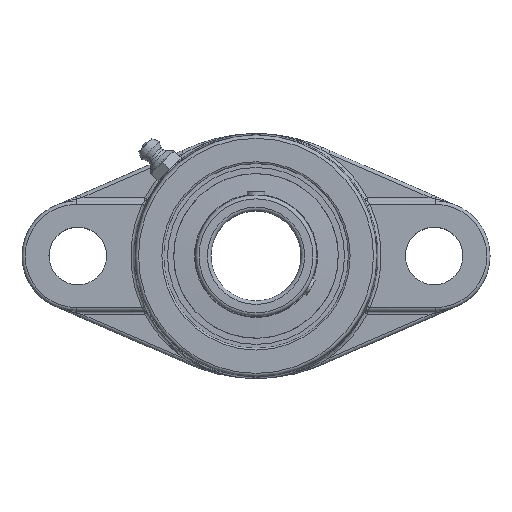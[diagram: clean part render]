
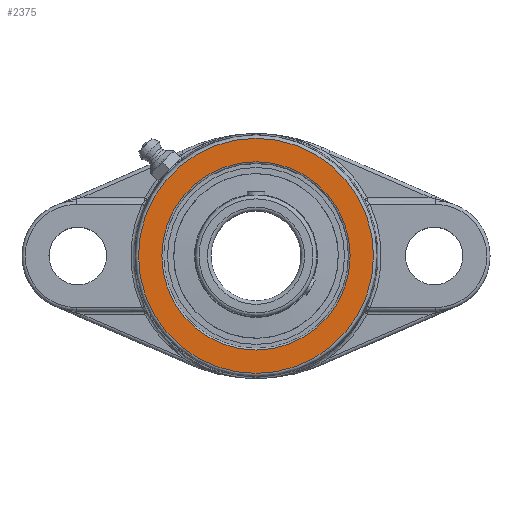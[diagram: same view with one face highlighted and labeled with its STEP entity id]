
A CAD part, top view. The second image highlights one B-rep face of the part: STEP entity #2375.
In plain terms, the highlighted planar face has unit normal (0, 0, 1).
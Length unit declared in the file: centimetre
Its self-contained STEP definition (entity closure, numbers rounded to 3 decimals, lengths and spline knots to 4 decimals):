
#1844=CARTESIAN_POINT('',(0.,3.2648,2.7));
#1845=VERTEX_POINT('',#1844);
#1872=CARTESIAN_POINT('',(0.,0.,2.7));
#1873=DIRECTION('',(-0.,0.,-1.));
#1874=DIRECTION('',(-0.,-1.,0.));
#1875=AXIS2_PLACEMENT_3D('',#1872,#1873,#1874);
#1876=CIRCLE('',#1875,3.2648);
#1877=EDGE_CURVE('',#1845,#1845,#1876,.T.);
#2356=CARTESIAN_POINT('',(-0.,-0.,2.7));
#2357=DIRECTION('',(0.,0.,1.));
#2358=DIRECTION('',(1.,0.,0.));
#2359=AXIS2_PLACEMENT_3D('',#2356,#2357,#2358);
#2360=PLANE('',#2359);
#2361=CARTESIAN_POINT('',(0.,-2.6155,2.7));
#2362=VERTEX_POINT('',#2361);
#2363=CARTESIAN_POINT('',(0.,0.,2.7));
#2364=DIRECTION('',(0.,-0.,1.));
#2365=DIRECTION('',(0.,1.,0.));
#2366=AXIS2_PLACEMENT_3D('',#2363,#2364,#2365);
#2367=CIRCLE('',#2366,2.6155);
#2368=EDGE_CURVE('',#2362,#2362,#2367,.T.);
#2369=ORIENTED_EDGE('',*,*,#2368,.F.);
#2370=EDGE_LOOP('',(#2369));
#2371=FACE_BOUND('',#2370,.T.);
#2372=ORIENTED_EDGE('',*,*,#1877,.F.);
#2373=EDGE_LOOP('',(#2372));
#2374=FACE_BOUND('',#2373,.T.);
#2375=ADVANCED_FACE('',(#2371,#2374),#2360,.T.);
